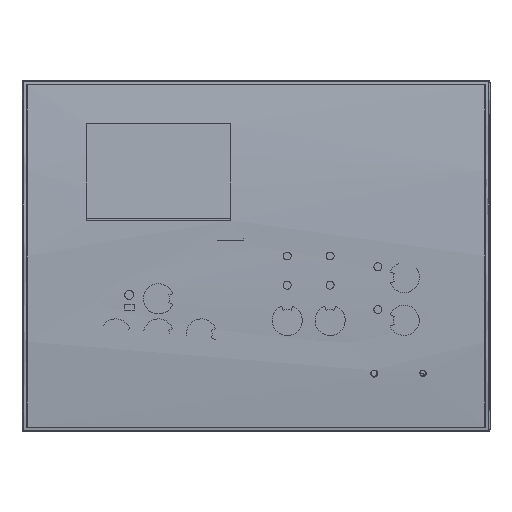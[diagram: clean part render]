
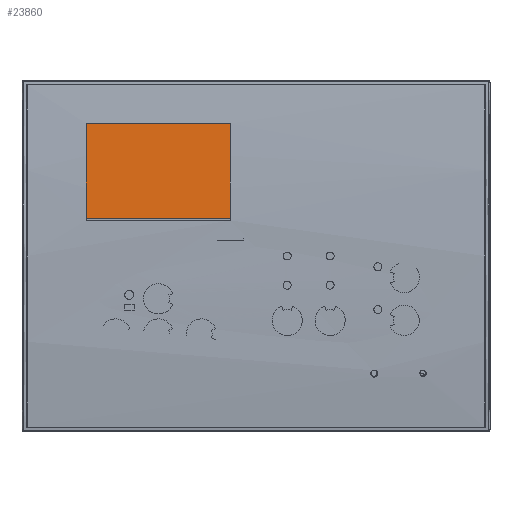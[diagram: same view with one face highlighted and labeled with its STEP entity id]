
A CAD part, front view. The second image highlights one B-rep face of the part: STEP entity #23860.
In plain terms, the highlighted planar face has unit normal (0, -0.999, 0.046).
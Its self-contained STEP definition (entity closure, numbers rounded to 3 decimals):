
#3766=PLANE('',#77357);
#12411=LINE('',#194580,#19168);
#12415=LINE('',#194589,#19172);
#12449=LINE('',#194684,#19206);
#12458=LINE('',#194702,#19215);
#19168=VECTOR('',#93713,1.);
#19172=VECTOR('',#93719,1.);
#19206=VECTOR('',#93811,1.);
#19215=VECTOR('',#93830,1.);
#23860=ADVANCED_FACE('',(#28135),#3766,.T.);
#28135=FACE_OUTER_BOUND('',#32284,.T.);
#32284=EDGE_LOOP('',(#52262,#52263,#52264,#52265));
#52262=ORIENTED_EDGE('',*,*,#70207,.F.);
#52263=ORIENTED_EDGE('',*,*,#70258,.F.);
#52264=ORIENTED_EDGE('',*,*,#70249,.F.);
#52265=ORIENTED_EDGE('',*,*,#70203,.F.);
#59578=VERTEX_POINT('',#194581);
#59579=VERTEX_POINT('',#194582);
#59582=VERTEX_POINT('',#194590);
#59614=VERTEX_POINT('',#194685);
#70203=EDGE_CURVE('',#59578,#59579,#12411,.T.);
#70207=EDGE_CURVE('',#59582,#59578,#12415,.T.);
#70249=EDGE_CURVE('',#59579,#59614,#12449,.T.);
#70258=EDGE_CURVE('',#59614,#59582,#12458,.T.);
#77357=AXIS2_PLACEMENT_3D('',#194703,#93831,#93832);
#93713=DIRECTION('',(1.,0.,0.));
#93719=DIRECTION('',(0.,0.046,0.999));
#93811=DIRECTION('',(0.,-0.046,-0.999));
#93830=DIRECTION('',(-1.,0.,0.));
#93831=DIRECTION('',(0.,-0.999,0.046));
#93832=DIRECTION('',(-1.,0.,0.));
#194580=CARTESIAN_POINT('',(-30.75,-9.274,68.519));
#194581=CARTESIAN_POINT('',(-88.5,-9.274,68.519));
#194582=CARTESIAN_POINT('',(-11.5,-9.274,68.519));
#194589=CARTESIAN_POINT('',(-88.5,-9.839,56.156));
#194590=CARTESIAN_POINT('',(-88.5,-11.534,19.07));
#194684=CARTESIAN_POINT('',(-11.5,-10.969,31.432));
#194685=CARTESIAN_POINT('',(-11.5,-11.534,19.07));
#194702=CARTESIAN_POINT('',(-69.25,-11.534,19.07));
#194703=CARTESIAN_POINT('',(-50.,-10.475,42.246));
